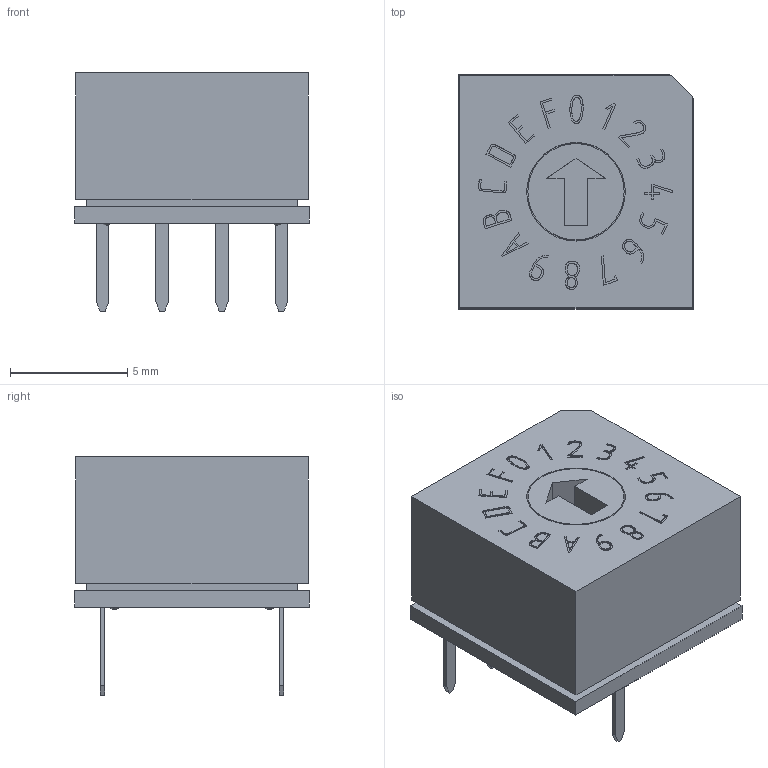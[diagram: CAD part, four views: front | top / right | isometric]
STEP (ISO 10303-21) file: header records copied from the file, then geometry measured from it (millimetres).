
FILE_DESCRIPTION(/* description */ ('Unknown'),/* implementation_level */ '2;1');
FILE_NAME(/* name */ 'SW_Wurth_WS-ROTV_428517310917',/* time_stamp */ '2025-09-17T17:36:14+08:00',/* author */ ('Unknown'),/* organization */ ('Unknown'),/* preprocessor_version */ 'ST-DEVELOPER v19.4',/* originating_system */ 'Solid Edge',/* authorisation */ 'Unknown');
FILE_SCHEMA (('AUTOMOTIVE_DESIGN {1 0 10303 214 3 1 1}'));
Length unit declared in the file: millimetre
Products named in the file (2): SW_Wurth_WS-ROTV_428517310916
Assembly tree (1 placements, depth 2):
  SW_Wurth_WS-ROTV_428517310916
    SW_Wurth_WS-ROTV_428517310916
Bounding box: 10 x 10 x 10.15 mm (x, y, z)
Volume: 613.4 mm3; surface area: 618.6 mm2
Topology: 1 solids, 1 shells, 228 faces, 566 edges, 377 vertices
Faces by surface type: plane 180, bspline 42, torus 4, cylinder 2
Full cylindrical faces by diameter (mm): 4.1 x1, 4.2 x1
Entity records: 9218 total; most frequent: CARTESIAN_POINT 2469, ORIENTED_EDGE 1106, DIRECTION 857, EDGE_CURVE 553, LINE 457, VECTOR 457, VERTEX_POINT 374, EDGE_LOOP 275
